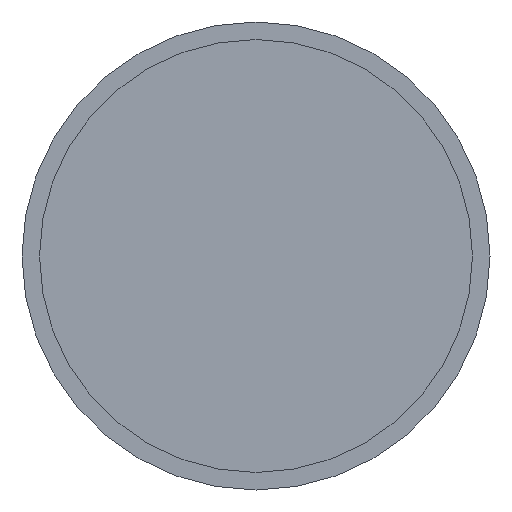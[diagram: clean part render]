
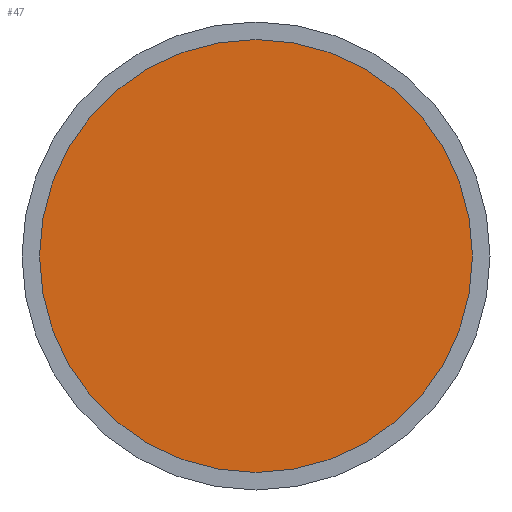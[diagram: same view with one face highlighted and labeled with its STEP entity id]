
A CAD part, front view. The second image highlights one B-rep face of the part: STEP entity #47.
In plain terms, the highlighted planar face has unit normal (0, -1, 0).
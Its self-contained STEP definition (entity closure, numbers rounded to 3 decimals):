
#47 = ADVANCED_FACE( '', ( #110 ), #111, .F. );
#110 = FACE_OUTER_BOUND( '', #199, .T. );
#111 = PLANE( '', #200 );
#199 = EDGE_LOOP( '', ( #316 ) );
#200 = AXIS2_PLACEMENT_3D( '', #317, #318, #319 );
#316 = ORIENTED_EDGE( '', *, *, #471, .T. );
#317 = CARTESIAN_POINT( '', ( 46.25, 3., 0. ) );
#318 = DIRECTION( '', ( 0., 1., 0. ) );
#319 = DIRECTION( '', ( 0., 0., 1. ) );
#471 = EDGE_CURVE( '', #527, #527, #528, .T. );
#527 = VERTEX_POINT( '', #608 );
#528 = CIRCLE( '', #609, 46.25 );
#608 = CARTESIAN_POINT( '', ( 0., 3., -46.25 ) );
#609 = AXIS2_PLACEMENT_3D( '', #700, #701, #702 );
#700 = CARTESIAN_POINT( '', ( 0., 3., 0. ) );
#701 = DIRECTION( '', ( 0., -1., 0. ) );
#702 = DIRECTION( '', ( 0., 0., -1. ) );
